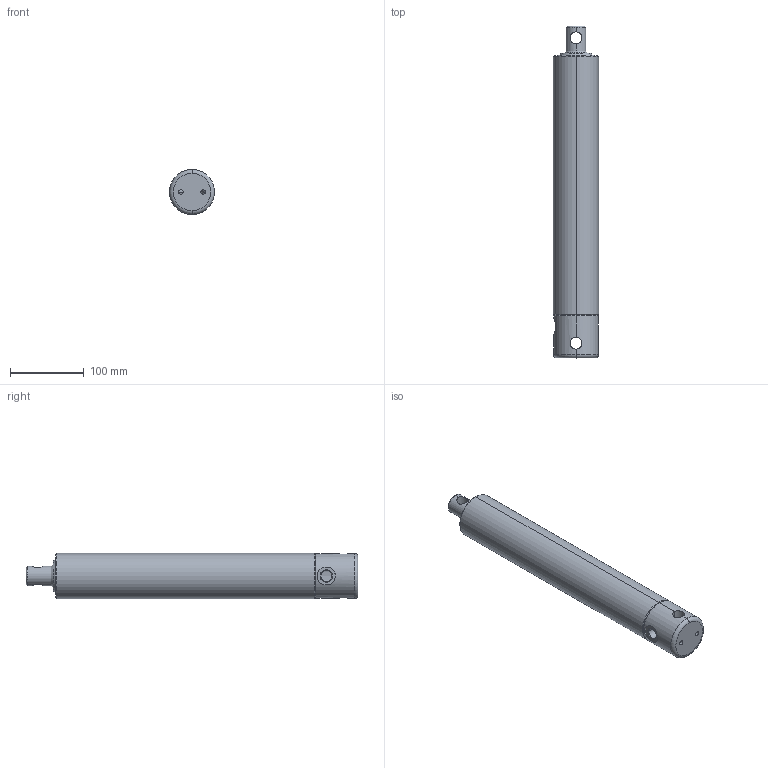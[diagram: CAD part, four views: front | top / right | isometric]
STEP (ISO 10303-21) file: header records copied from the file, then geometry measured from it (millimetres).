
FILE_DESCRIPTION (( 'STEP AP203' ), '1' );
FILE_NAME ('236.Z.STEP', '2018-02-02T06:56:27', ( '' ), ( '' ), 'SwSTEP 2.0', 'SolidWorks 2017', '' );
FILE_SCHEMA (( 'CONFIG_CONTROL_DESIGN' ));
Length unit declared in the file: millimetre
Products named in the file (1): 236.Z
Bounding box: 61.1 x 450 x 61.1 mm (x, y, z)
Surface area: 163381.8 mm2 (no closed solid volume)
Topology: 0 solids, 6 shells, 53 faces, 135 edges, 84 vertices
Faces by surface type: cylinder 27, cone 18, plane 6, torus 2
Entity records: 2143 total; most frequent: CARTESIAN_POINT 768, DIRECTION 295, ORIENTED_EDGE 242, EDGE_CURVE 135, AXIS2_PLACEMENT_3D 123, VERTEX_POINT 84, CIRCLE 69, EDGE_LOOP 60
